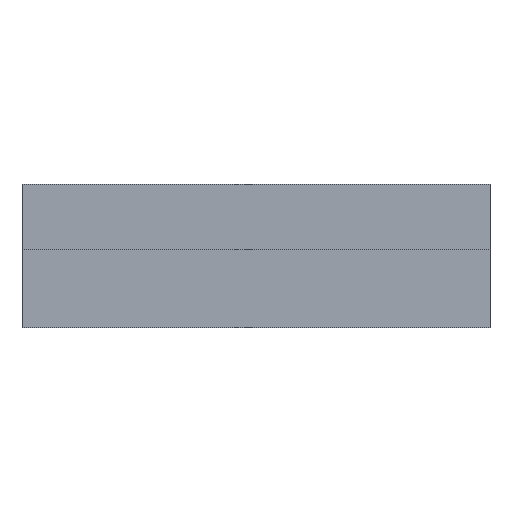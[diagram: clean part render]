
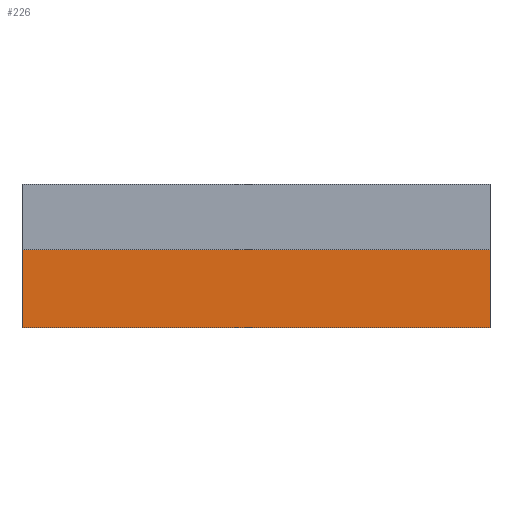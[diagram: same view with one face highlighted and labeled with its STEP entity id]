
A CAD part, front view. The second image highlights one B-rep face of the part: STEP entity #226.
In plain terms, the highlighted planar face has unit normal (0, -1, 0).
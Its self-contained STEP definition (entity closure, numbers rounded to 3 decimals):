
#8 = LINE ( 'NONE', #242, #165 ) ;
#14 = PLANE ( 'NONE',  #178 ) ;
#19 = LINE ( 'NONE', #101, #213 ) ;
#40 = VECTOR ( 'NONE', #140, 1000. ) ;
#55 = EDGE_CURVE ( 'NONE', #58, #94, #19, .T. ) ;
#58 = VERTEX_POINT ( 'NONE', #176 ) ;
#87 = CARTESIAN_POINT ( 'NONE',  ( -6., -0.75, -22. ) ) ;
#88 = ORIENTED_EDGE ( 'NONE', *, *, #102, .T. ) ;
#92 = VERTEX_POINT ( 'NONE', #316 ) ;
#93 = DIRECTION ( 'NONE',  ( 0., 0., -1. ) ) ;
#94 = VERTEX_POINT ( 'NONE', #87 ) ;
#96 = ORIENTED_EDGE ( 'NONE', *, *, #211, .T. ) ;
#99 = LINE ( 'NONE', #136, #40 ) ;
#101 = CARTESIAN_POINT ( 'NONE',  ( 66., -0.75, -22. ) ) ;
#102 = EDGE_CURVE ( 'NONE', #92, #94, #99, .T. ) ;
#115 = ORIENTED_EDGE ( 'NONE', *, *, #55, .F. ) ;
#118 = DIRECTION ( 'NONE',  ( 0., 1., 0. ) ) ;
#131 = ORIENTED_EDGE ( 'NONE', *, *, #252, .F. ) ;
#136 = CARTESIAN_POINT ( 'NONE',  ( -6., -0.75, -10. ) ) ;
#137 = VERTEX_POINT ( 'NONE', #215 ) ;
#140 = DIRECTION ( 'NONE',  ( 0., 0., -1. ) ) ;
#154 = DIRECTION ( 'NONE',  ( -1., 0., 0. ) ) ;
#165 = VECTOR ( 'NONE', #93, 1000. ) ;
#167 = CARTESIAN_POINT ( 'NONE',  ( 66., -0.75, -10. ) ) ;
#176 = CARTESIAN_POINT ( 'NONE',  ( 66., -0.75, -22. ) ) ;
#178 = AXIS2_PLACEMENT_3D ( 'NONE', #167, #118, #270 ) ;
#194 = DIRECTION ( 'NONE',  ( -1., 0., 0. ) ) ;
#210 = EDGE_LOOP ( 'NONE', ( #96, #88, #115, #131 ) ) ;
#211 = EDGE_CURVE ( 'NONE', #137, #92, #239, .T. ) ;
#213 = VECTOR ( 'NONE', #154, 1000. ) ;
#215 = CARTESIAN_POINT ( 'NONE',  ( 66., -0.75, -10. ) ) ;
#226 = ADVANCED_FACE ( 'NONE', ( #302 ), #14, .F. ) ;
#239 = LINE ( 'NONE', #260, #333 ) ;
#242 = CARTESIAN_POINT ( 'NONE',  ( 66., -0.75, -10. ) ) ;
#252 = EDGE_CURVE ( 'NONE', #137, #58, #8, .T. ) ;
#260 = CARTESIAN_POINT ( 'NONE',  ( 66., -0.75, -10. ) ) ;
#270 = DIRECTION ( 'NONE',  ( 0., 0., 1. ) ) ;
#302 = FACE_OUTER_BOUND ( 'NONE', #210, .T. ) ;
#316 = CARTESIAN_POINT ( 'NONE',  ( -6., -0.75, -10. ) ) ;
#333 = VECTOR ( 'NONE', #194, 1000. ) ;
